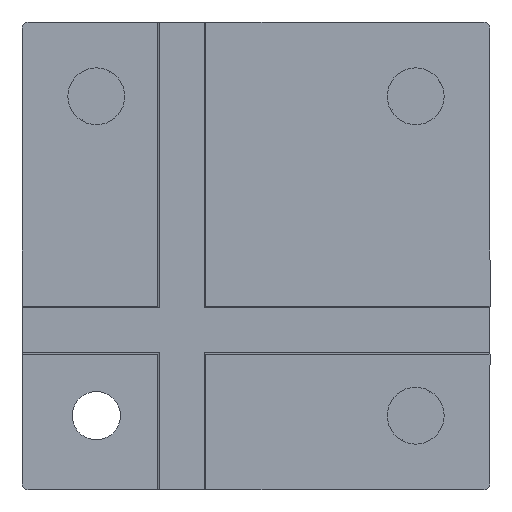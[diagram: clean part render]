
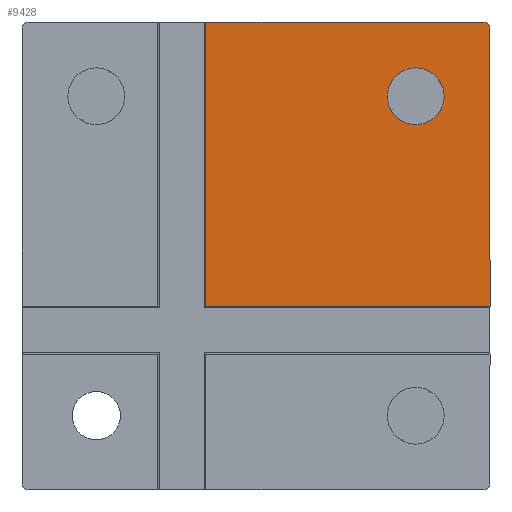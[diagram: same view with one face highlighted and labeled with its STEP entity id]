
A CAD part, front view. The second image highlights one B-rep face of the part: STEP entity #9428.
In plain terms, the highlighted face is planar.
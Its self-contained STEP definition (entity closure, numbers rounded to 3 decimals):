
#67 = AXIS2_PLACEMENT_3D ( 'NONE', #6298, #6299, #6300 ) ;
#78 = AXIS2_PLACEMENT_3D ( 'NONE', #6258, #6259, #6260 ) ;
#89 = AXIS2_PLACEMENT_3D ( 'NONE', #5086, #5087, #5088 ) ;
#440 = VERTEX_POINT ( 'NONE', #4974 ) ;
#455 = VERTEX_POINT ( 'NONE', #4989 ) ;
#778 = VERTEX_POINT ( 'NONE', #5046 ) ;
#1398 = DIRECTION ( 'NONE',  ( -1., 0., 0. ) ) ;
#1399 = CARTESIAN_POINT ( 'NONE',  ( 63., 126., 0. ) ) ;
#1406 = CARTESIAN_POINT ( 'NONE',  ( 126., -75.741, 0. ) ) ;
#1416 = DIRECTION ( 'NONE',  ( 0., 1., 0. ) ) ;
#3093 = EDGE_CURVE ( 'NONE', #4727, #4852, #4254, .T. ) ;
#3175 = EDGE_CURVE ( 'NONE', #4852, #4727, #8042, .T. ) ;
#3181 = EDGE_CURVE ( 'NONE', #455, #4717, #8037, .T. ) ;
#3183 = EDGE_CURVE ( 'NONE', #455, #778, #8045, .T. ) ;
#3506 = EDGE_LOOP ( 'NONE', ( #3683, #3682, #3681, #3680, #3679 ) ) ;
#3573 = EDGE_LOOP ( 'NONE', ( #3685, #3684 ) ) ;
#3679 = ORIENTED_EDGE ( 'NONE', *, *, #6689, .F. ) ;
#3680 = ORIENTED_EDGE ( 'NONE', *, *, #4092, .F. ) ;
#3681 = ORIENTED_EDGE ( 'NONE', *, *, #6683, .F. ) ;
#3682 = ORIENTED_EDGE ( 'NONE', *, *, #3183, .T. ) ;
#3683 = ORIENTED_EDGE ( 'NONE', *, *, #3181, .F. ) ;
#3684 = ORIENTED_EDGE ( 'NONE', *, *, #3175, .T. ) ;
#3685 = ORIENTED_EDGE ( 'NONE', *, *, #3093, .T. ) ;
#4092 = EDGE_CURVE ( 'NONE', #440, #4799, #8105, .T. ) ;
#4254 = CIRCLE ( 'NONE', #89, 6.5 ) ;
#4717 = VERTEX_POINT ( 'NONE', #6933 ) ;
#4727 = VERTEX_POINT ( 'NONE', #6943 ) ;
#4799 = VERTEX_POINT ( 'NONE', #7015 ) ;
#4852 = VERTEX_POINT ( 'NONE', #7068 ) ;
#4974 = CARTESIAN_POINT ( 'NONE',  ( 126., 124., 0. ) ) ;
#4989 = CARTESIAN_POINT ( 'NONE',  ( 49.5, 49.5, 0. ) ) ;
#5046 = CARTESIAN_POINT ( 'NONE',  ( 49.5, 126., 0. ) ) ;
#5086 = CARTESIAN_POINT ( 'NONE',  ( 106., 106., 0. ) ) ;
#5087 = DIRECTION ( 'NONE',  ( 0., 0., 1. ) ) ;
#5088 = DIRECTION ( 'NONE',  ( 1., 0., 0. ) ) ;
#5519 = FACE_BOUND ( 'NONE', #3573, .T. ) ;
#5522 = FACE_OUTER_BOUND ( 'NONE', #3506, .T. ) ;
#6252 = DIRECTION ( 'NONE',  ( 1., 0., 0. ) ) ;
#6254 = CARTESIAN_POINT ( 'NONE',  ( 63., 49.5, 0. ) ) ;
#6256 = CARTESIAN_POINT ( 'NONE',  ( 49.5, -75.741, 0. ) ) ;
#6257 = DIRECTION ( 'NONE',  ( 0., 1., 0. ) ) ;
#6258 = CARTESIAN_POINT ( 'NONE',  ( 106., 106., 0. ) ) ;
#6259 = DIRECTION ( 'NONE',  ( 0., 0., 1. ) ) ;
#6260 = DIRECTION ( 'NONE',  ( 1., 0., 0. ) ) ;
#6298 = CARTESIAN_POINT ( 'NONE',  ( 124., 124., 0. ) ) ;
#6299 = DIRECTION ( 'NONE',  ( 0., 0., 1. ) ) ;
#6300 = DIRECTION ( 'NONE',  ( 1., 0., 0. ) ) ;
#6683 = EDGE_CURVE ( 'NONE', #4799, #778, #8513, .T. ) ;
#6689 = EDGE_CURVE ( 'NONE', #4717, #440, #8516, .T. ) ;
#6933 = CARTESIAN_POINT ( 'NONE',  ( 126., 49.5, 0. ) ) ;
#6943 = CARTESIAN_POINT ( 'NONE',  ( 99.5, 106., 0. ) ) ;
#7015 = CARTESIAN_POINT ( 'NONE',  ( 124., 126., 0. ) ) ;
#7068 = CARTESIAN_POINT ( 'NONE',  ( 112.5, 106., 0. ) ) ;
#7410 = AXIS2_PLACEMENT_3D ( 'NONE', #9006, #9011, #9012 ) ;
#8037 = LINE ( 'NONE', #6254, #8046 ) ;
#8042 = CIRCLE ( 'NONE', #78, 6.5 ) ;
#8045 = LINE ( 'NONE', #6256, #8048 ) ;
#8046 = VECTOR ( 'NONE', #6252, 1000. ) ;
#8048 = VECTOR ( 'NONE', #6257, 1000. ) ;
#8105 = CIRCLE ( 'NONE', #67, 2. ) ;
#8513 = LINE ( 'NONE', #1399, #8514 ) ;
#8514 = VECTOR ( 'NONE', #1398, 1000. ) ;
#8516 = LINE ( 'NONE', #1406, #8521 ) ;
#8521 = VECTOR ( 'NONE', #1416, 1000. ) ;
#9005 = PLANE ( 'NONE',  #7410 ) ;
#9006 = CARTESIAN_POINT ( 'NONE',  ( 63., -75.741, 0. ) ) ;
#9011 = DIRECTION ( 'NONE',  ( 0., 0., 1. ) ) ;
#9012 = DIRECTION ( 'NONE',  ( 1., 0., 0. ) ) ;
#9428 = ADVANCED_FACE ( 'NONE', ( #5519, #5522 ), #9005, .F. ) ;
